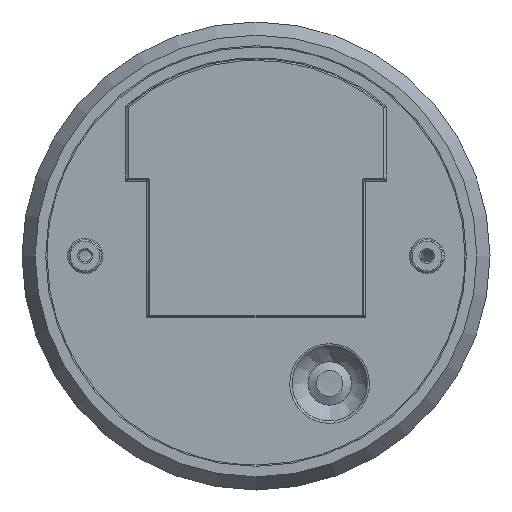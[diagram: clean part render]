
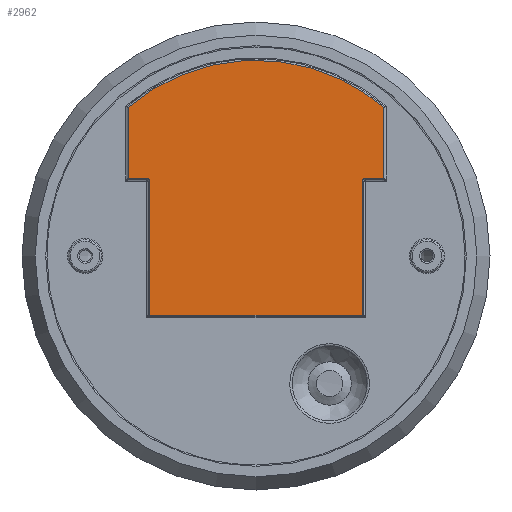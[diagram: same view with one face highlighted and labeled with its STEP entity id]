
A CAD part, front view. The second image highlights one B-rep face of the part: STEP entity #2962.
In plain terms, the highlighted planar face has unit normal (0, -1, 0).
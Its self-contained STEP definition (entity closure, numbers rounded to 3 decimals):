
#132 = B_SPLINE_CURVE_WITH_KNOTS ( 'NONE', 3,
 ( #2507, #3575, #2121, #2885, #629, #3253, #1008, #3620, #1386, #3987, #1760, #4348, #2140, #4713, #2522, #270, #2902, #649 ),
 .UNSPECIFIED., .F., .F.,
 ( 4, 1, 1, 2, 2, 2, 1, 1, 2, 2, 4 ),
 ( 0., 0.125, 0.188, 0.219, 0.25, 0.5, 0.625, 0.688, 0.719, 0.75, 1. ),
 .UNSPECIFIED. ) ;
#180 = ORIENTED_EDGE ( 'NONE', *, *, #3827, .F. ) ;
#227 = CARTESIAN_POINT ( 'NONE',  ( 40.5, 0., 28.5 ) ) ;
#235 = VECTOR ( 'NONE', #4088, 1000. ) ;
#245 = CARTESIAN_POINT ( 'NONE',  ( 41.25, 0., 29.477 ) ) ;
#246 = ORIENTED_EDGE ( 'NONE', *, *, #2402, .F. ) ;
#261 = CARTESIAN_POINT ( 'NONE',  ( 48.5, 0., 56.551 ) ) ;
#270 = CARTESIAN_POINT ( 'NONE',  ( -40.523, 0., 28.75 ) ) ;
#553 = CARTESIAN_POINT ( 'NONE',  ( -41.5, 0., 29.5 ) ) ;
#592 = DIRECTION ( 'NONE',  ( 0., -1., 0. ) ) ;
#599 = VECTOR ( 'NONE', #1313, 1000. ) ;
#609 = CARTESIAN_POINT ( 'NONE',  ( 40.549, 0., 28.809 ) ) ;
#623 = CARTESIAN_POINT ( 'NONE',  ( 41.5, 0., 29.5 ) ) ;
#629 = CARTESIAN_POINT ( 'NONE',  ( -41.191, 0., 29.451 ) ) ;
#649 = CARTESIAN_POINT ( 'NONE',  ( -40.5, 0., 28.5 ) ) ;
#659 = CARTESIAN_POINT ( 'NONE',  ( -48.5, 0., 29.5 ) ) ;
#720 = VECTOR ( 'NONE', #2677, 1000. ) ;
#743 = EDGE_CURVE ( 'NONE', #2227, #1603, #4649, .T. ) ;
#790 = AXIS2_PLACEMENT_3D ( 'NONE', #4291, #592, #3208 ) ;
#839 = EDGE_CURVE ( 'NONE', #2227, #1564, #2757, .T. ) ;
#898 = EDGE_CURVE ( 'NONE', #1009, #4016, #2899, .T. ) ;
#910 = DIRECTION ( 'NONE',  ( 0., 0., -1. ) ) ;
#970 = DIRECTION ( 'NONE',  ( 0., 0., -1. ) ) ;
#981 = CARTESIAN_POINT ( 'NONE',  ( 40.564, 0., 28.852 ) ) ;
#982 = ORIENTED_EDGE ( 'NONE', *, *, #3971, .F. ) ;
#1007 = VECTOR ( 'NONE', #910, 1000. ) ;
#1008 = CARTESIAN_POINT ( 'NONE',  ( -41.148, 0., 29.436 ) ) ;
#1009 = VERTEX_POINT ( 'NONE', #4795 ) ;
#1081 = VECTOR ( 'NONE', #3122, 1000. ) ;
#1249 = LINE ( 'NONE', #2023, #3228 ) ;
#1281 = DIRECTION ( 'NONE',  ( -1., 0., 0. ) ) ;
#1284 = CARTESIAN_POINT ( 'NONE',  ( 48.5, 0., 0. ) ) ;
#1313 = DIRECTION ( 'NONE',  ( -1., 0., 0. ) ) ;
#1348 = CARTESIAN_POINT ( 'NONE',  ( 40.509, 0., 28.657 ) ) ;
#1364 = CARTESIAN_POINT ( 'NONE',  ( 40.696, 0., 29.11 ) ) ;
#1386 = CARTESIAN_POINT ( 'NONE',  ( -40.89, 0., 29.304 ) ) ;
#1389 = EDGE_CURVE ( 'NONE', #2360, #1706, #132, .T. ) ;
#1405 = VERTEX_POINT ( 'NONE', #2198 ) ;
#1564 = VERTEX_POINT ( 'NONE', #1856 ) ;
#1603 = VERTEX_POINT ( 'NONE', #2229 ) ;
#1611 = CARTESIAN_POINT ( 'NONE',  ( 40.5, 0., 28.5 ) ) ;
#1670 = CARTESIAN_POINT ( 'NONE',  ( 48.5, 0., 56.551 ) ) ;
#1706 = VERTEX_POINT ( 'NONE', #4122 ) ;
#1735 = CARTESIAN_POINT ( 'NONE',  ( 40.92, 0., 29.32 ) ) ;
#1760 = CARTESIAN_POINT ( 'NONE',  ( -40.68, 0., 29.08 ) ) ;
#1856 = CARTESIAN_POINT ( 'NONE',  ( 41.5, 0., 29.5 ) ) ;
#1982 = CARTESIAN_POINT ( 'NONE',  ( 0., 0., -22.5 ) ) ;
#2023 = CARTESIAN_POINT ( 'NONE',  ( 0., 0., 29.5 ) ) ;
#2048 = FACE_OUTER_BOUND ( 'NONE', #3908, .T. ) ;
#2054 = CARTESIAN_POINT ( 'NONE',  ( 0., 0., 29.5 ) ) ;
#2075 = EDGE_CURVE ( 'NONE', #1405, #1706, #4545, .T. ) ;
#2109 = CARTESIAN_POINT ( 'NONE',  ( 41.069, 0., 29.402 ) ) ;
#2111 = LINE ( 'NONE', #2804, #235 ) ;
#2121 = CARTESIAN_POINT ( 'NONE',  ( -41.343, 0., 29.491 ) ) ;
#2140 = CARTESIAN_POINT ( 'NONE',  ( -40.598, 0., 28.931 ) ) ;
#2198 = CARTESIAN_POINT ( 'NONE',  ( -40.5, 0., -22.5 ) ) ;
#2227 = VERTEX_POINT ( 'NONE', #1611 ) ;
#2229 = CARTESIAN_POINT ( 'NONE',  ( 40.5, 0., -22.5 ) ) ;
#2243 = ORIENTED_EDGE ( 'NONE', *, *, #898, .F. ) ;
#2250 = EDGE_CURVE ( 'NONE', #4364, #1564, #1249, .T. ) ;
#2360 = VERTEX_POINT ( 'NONE', #553 ) ;
#2402 = EDGE_CURVE ( 'NONE', #3456, #1009, #2111, .T. ) ;
#2405 = ORIENTED_EDGE ( 'NONE', *, *, #743, .F. ) ;
#2500 = CARTESIAN_POINT ( 'NONE',  ( 41.117, 0., 29.424 ) ) ;
#2507 = CARTESIAN_POINT ( 'NONE',  ( -41.5, 0., 29.5 ) ) ;
#2522 = CARTESIAN_POINT ( 'NONE',  ( -40.576, 0., 28.883 ) ) ;
#2603 = CARTESIAN_POINT ( 'NONE',  ( 48.5, 0., 29.5 ) ) ;
#2677 = DIRECTION ( 'NONE',  ( 0., 0., 1. ) ) ;
#2757 = B_SPLINE_CURVE_WITH_KNOTS ( 'NONE', 3,
 ( #227, #4304, #1348, #2860, #609, #3226, #981, #3597, #1364, #3959, #1735, #4324, #2109, #4683, #2500, #245, #2875, #623 ),
 .UNSPECIFIED., .F., .F.,
 ( 4, 1, 1, 2, 2, 2, 1, 1, 2, 2, 4 ),
 ( 0., 0.125, 0.187, 0.219, 0.25, 0.5, 0.625, 0.687, 0.719, 0.75, 1. ),
 .UNSPECIFIED. ) ;
#2804 = CARTESIAN_POINT ( 'NONE',  ( -48.5, 0., 0. ) ) ;
#2845 = PLANE ( 'NONE',  #790 ) ;
#2860 = CARTESIAN_POINT ( 'NONE',  ( 40.534, 0., 28.764 ) ) ;
#2875 = CARTESIAN_POINT ( 'NONE',  ( 41.373, 0., 29.5 ) ) ;
#2885 = CARTESIAN_POINT ( 'NONE',  ( -41.236, 0., 29.466 ) ) ;
#2899 =( BOUNDED_CURVE ( )  B_SPLINE_CURVE ( 3, ( #4701, #3244, #3976, #261 ),
 .UNSPECIFIED., .F., .F. ) 
 B_SPLINE_CURVE_WITH_KNOTS ( ( 4, 4 ),
 ( 0., 1. ),
 .UNSPECIFIED. ) 
 CURVE ( )  GEOMETRIC_REPRESENTATION_ITEM ( )  RATIONAL_B_SPLINE_CURVE ( ( 1., 0.839, 0.839, 1. ) ) 
 REPRESENTATION_ITEM ( '' )  );
#2902 = CARTESIAN_POINT ( 'NONE',  ( -40.5, 0., 28.627 ) ) ;
#2940 = ORIENTED_EDGE ( 'NONE', *, *, #1389, .T. ) ;
#2962 = ADVANCED_FACE ( 'NONE', ( #2048 ), #2845, .T. ) ;
#3122 = DIRECTION ( 'NONE',  ( -1., 0., 0. ) ) ;
#3207 = CARTESIAN_POINT ( 'NONE',  ( 40.5, 0., 0. ) ) ;
#3208 = DIRECTION ( 'NONE',  ( 0., 0., -1. ) ) ;
#3226 = CARTESIAN_POINT ( 'NONE',  ( 40.559, 0., 28.838 ) ) ;
#3228 = VECTOR ( 'NONE', #1281, 1000. ) ;
#3244 = CARTESIAN_POINT ( 'NONE',  ( -19.26, 0., 81.628 ) ) ;
#3253 = CARTESIAN_POINT ( 'NONE',  ( -41.162, 0., 29.441 ) ) ;
#3416 = CARTESIAN_POINT ( 'NONE',  ( -40.5, 0., 0. ) ) ;
#3456 = VERTEX_POINT ( 'NONE', #659 ) ;
#3528 = LINE ( 'NONE', #1982, #1081 ) ;
#3575 = CARTESIAN_POINT ( 'NONE',  ( -41.437, 0., 29.5 ) ) ;
#3597 = CARTESIAN_POINT ( 'NONE',  ( 40.621, 0., 28.996 ) ) ;
#3620 = CARTESIAN_POINT ( 'NONE',  ( -41.004, 0., 29.379 ) ) ;
#3705 = VECTOR ( 'NONE', #970, 1000. ) ;
#3817 = LINE ( 'NONE', #1284, #1007 ) ;
#3827 = EDGE_CURVE ( 'NONE', #1603, #1405, #3528, .T. ) ;
#3908 = EDGE_LOOP ( 'NONE', ( #2940, #4788, #180, #2405, #4597, #4483, #982, #2243, #246, #4233 ) ) ;
#3959 = CARTESIAN_POINT ( 'NONE',  ( 40.842, 0., 29.256 ) ) ;
#3971 = EDGE_CURVE ( 'NONE', #4016, #4364, #3817, .T. ) ;
#3976 = CARTESIAN_POINT ( 'NONE',  ( 19.26, 0., 81.628 ) ) ;
#3987 = CARTESIAN_POINT ( 'NONE',  ( -40.744, 0., 29.158 ) ) ;
#4016 = VERTEX_POINT ( 'NONE', #1670 ) ;
#4088 = DIRECTION ( 'NONE',  ( 0., 0., 1. ) ) ;
#4122 = CARTESIAN_POINT ( 'NONE',  ( -40.5, 0., 28.5 ) ) ;
#4134 = EDGE_CURVE ( 'NONE', #2360, #3456, #4321, .T. ) ;
#4233 = ORIENTED_EDGE ( 'NONE', *, *, #4134, .F. ) ;
#4291 = CARTESIAN_POINT ( 'NONE',  ( 0., 0., 0. ) ) ;
#4304 = CARTESIAN_POINT ( 'NONE',  ( 40.5, 0., 28.563 ) ) ;
#4321 = LINE ( 'NONE', #2054, #599 ) ;
#4324 = CARTESIAN_POINT ( 'NONE',  ( 41.023, 0., 29.38 ) ) ;
#4348 = CARTESIAN_POINT ( 'NONE',  ( -40.62, 0., 28.977 ) ) ;
#4364 = VERTEX_POINT ( 'NONE', #2603 ) ;
#4483 = ORIENTED_EDGE ( 'NONE', *, *, #2250, .F. ) ;
#4545 = LINE ( 'NONE', #3416, #720 ) ;
#4597 = ORIENTED_EDGE ( 'NONE', *, *, #839, .T. ) ;
#4649 = LINE ( 'NONE', #3207, #3705 ) ;
#4683 = CARTESIAN_POINT ( 'NONE',  ( 41.1, 0., 29.417 ) ) ;
#4701 = CARTESIAN_POINT ( 'NONE',  ( -48.5, 0., 56.551 ) ) ;
#4713 = CARTESIAN_POINT ( 'NONE',  ( -40.583, 0., 28.9 ) ) ;
#4788 = ORIENTED_EDGE ( 'NONE', *, *, #2075, .F. ) ;
#4795 = CARTESIAN_POINT ( 'NONE',  ( -48.5, 0., 56.551 ) ) ;
